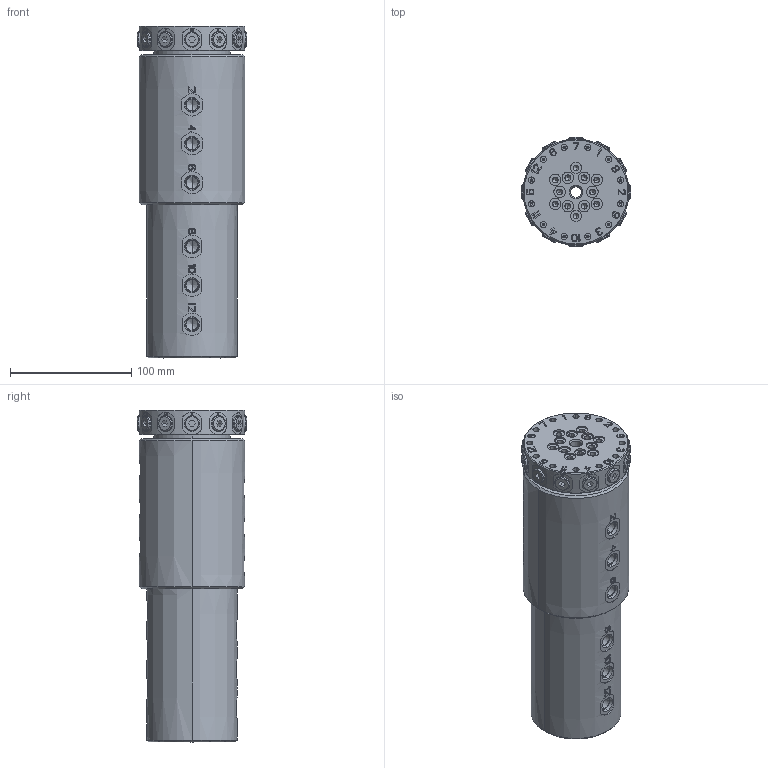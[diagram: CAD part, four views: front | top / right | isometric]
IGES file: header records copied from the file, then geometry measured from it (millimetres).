
Start section:  PTC IGES file: ilc32122413.igs
Global section: file name: ilc32122413.igs; native system: Creo Parametric by PTC Inc.; preprocessor: 2021164; author: Jweaver; organization: Unknown; date: 20230218.110130; units: inch
Bounding box: 90.34 x 90.34 x 274.35 mm (x, y, z)
Surface area: 117240.3 mm2 (no closed solid volume)
Topology: 0 solids, 0 shells, 1970 faces, 10916 edges, 10830 vertices
Faces by surface type: bspline 1538, revolution 432
